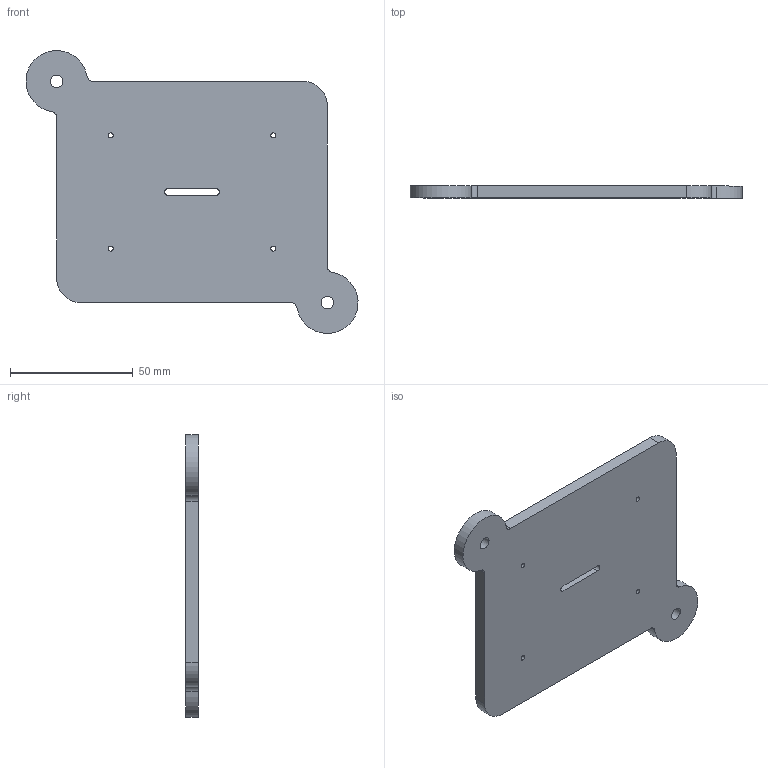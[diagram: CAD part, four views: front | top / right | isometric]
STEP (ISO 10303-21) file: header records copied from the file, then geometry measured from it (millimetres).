
FILE_DESCRIPTION(/* description */ (''),/* implementation_level */ '2;1');
FILE_NAME(/* name */ 'base intermedia.step',/* time_stamp */ '2018-10-07T13:12:09+02:00',/* author */ ('Rodrigo HC'),/* organization */ (''),/* preprocessor_version */ 'ST-DEVELOPER v16.1',/* originating_system */ 'Autodesk Inventor 2016',/* authorisation */ '');
FILE_SCHEMA (('AUTOMOTIVE_DESIGN { 1 0 10303 214 3 1 1 }'));
Length unit declared in the file: millimetre
Products named in the file (1): base intermedia
Bounding box: 134.96 x 5 x 114.96 mm (x, y, z)
Volume: 52453.6 mm3; surface area: 23782.1 mm2
Topology: 1 solids, 1 shells, 24 faces, 100 edges, 99 vertices
Faces by surface type: cylinder 16, plane 8
Full cylindrical faces by diameter (mm): 2 x4, 5 x2
Entity records: 1036 total; most frequent: CARTESIAN_POINT 205, DIRECTION 199, ORIENTED_EDGE 120, AXIS2_PLACEMENT_3D 80, EDGE_CURVE 60, CIRCLE 55, EDGE_LOOP 44, VERTEX_POINT 44
